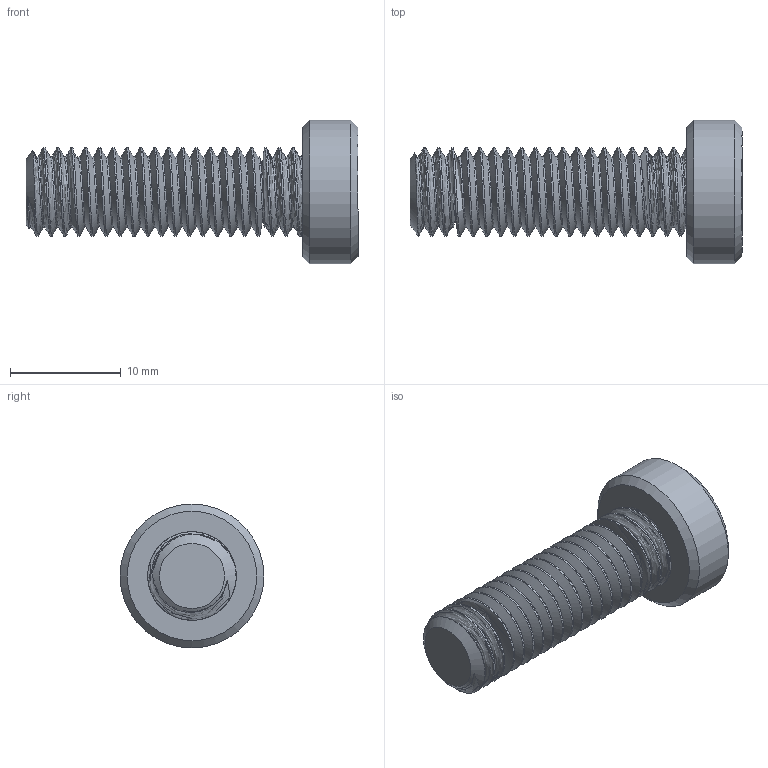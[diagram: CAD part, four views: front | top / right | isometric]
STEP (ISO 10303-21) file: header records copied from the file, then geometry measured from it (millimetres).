
FILE_DESCRIPTION(/* description */ (''),/* implementation_level */ '2;1');
FILE_NAME(/* name */ 'M8x25LHSCS-0 v1.step',/* time_stamp */ '2020-09-15T10:42:51-04:00',/* author */ (''),/* organization */ (''),/* preprocessor_version */ 'ST-DEVELOPER v18.1',/* originating_system */ 'Autodesk Translation Framework v9.3.0.1241',/* authorisation */ '');
FILE_SCHEMA (('AUTOMOTIVE_DESIGN { 1 0 10303 214 3 1 1 }'));
Length unit declared in the file: millimetre
Products named in the file (2): M8x25LHSCS-0; 92855A722
Assembly tree (1 placements, depth 2):
  M8x25LHSCS-0
    92855A722
Bounding box: 30 x 13 x 13 mm (x, y, z)
Volume: 1582.1 mm3; surface area: 1473.1 mm2
Topology: 1 solids, 1 shells, 64 faces, 167 edges, 107 vertices
Faces by surface type: cylinder 43, plane 10, cone 9, bspline 2
Full cylindrical faces by diameter (mm): 6.376 x19, 8 x19, 13 x1
Entity records: 5754 total; most frequent: CARTESIAN_POINT 4316, ORIENTED_EDGE 334, DIRECTION 218, EDGE_CURVE 167, VERTEX_POINT 107, B_SPLINE_CURVE_WITH_KNOTS 89, AXIS2_PLACEMENT_3D 81, EDGE_LOOP 66
